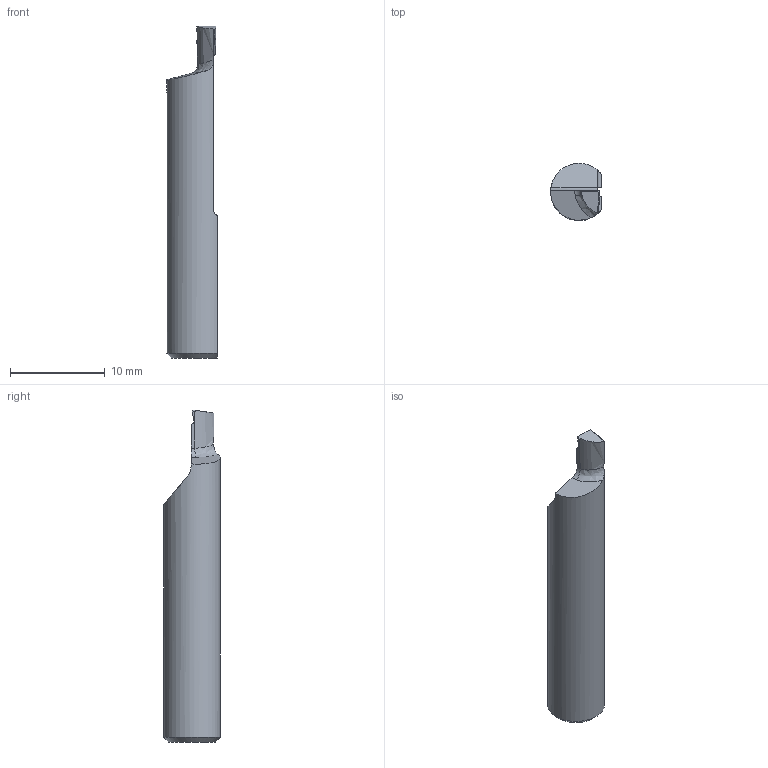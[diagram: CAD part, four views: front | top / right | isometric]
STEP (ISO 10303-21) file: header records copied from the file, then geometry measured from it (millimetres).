
FILE_DESCRIPTION (( 'STEP AP203' ), '1' );
FILE_NAME ('R620M2006-20.step', '2024-02-26T08:16:31', ( '' ), ( '' ), 'SwSTEP 2.0', 'SolidWorks 2022', '' );
FILE_SCHEMA (( 'CONFIG_CONTROL_DESIGN' ));
Length unit declared in the file: millimetre
Products named in the file (1): R620M2006-20
Bounding box: 5.35 x 6 x 35 mm (x, y, z)
Volume: 730.1 mm3; surface area: 637.7 mm2
Topology: 1 solids, 1 shells, 33 faces, 91 edges, 60 vertices
Faces by surface type: plane 15, cylinder 12, bspline 3, torus 2, cone 1
Entity records: 1244 total; most frequent: CARTESIAN_POINT 393, ORIENTED_EDGE 182, DIRECTION 135, EDGE_CURVE 91, VERTEX_POINT 60, VECTOR 47, LINE 47, AXIS2_PLACEMENT_3D 44
